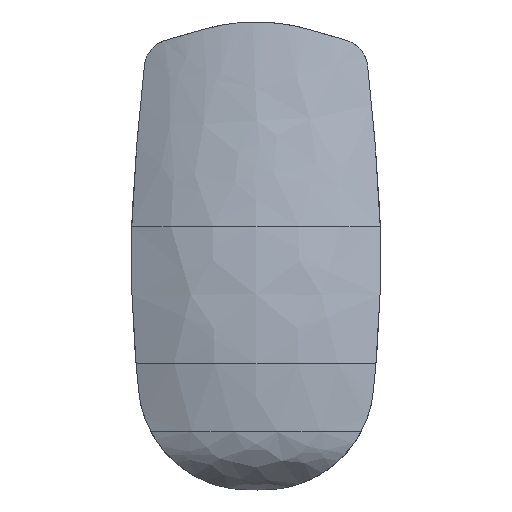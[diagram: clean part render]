
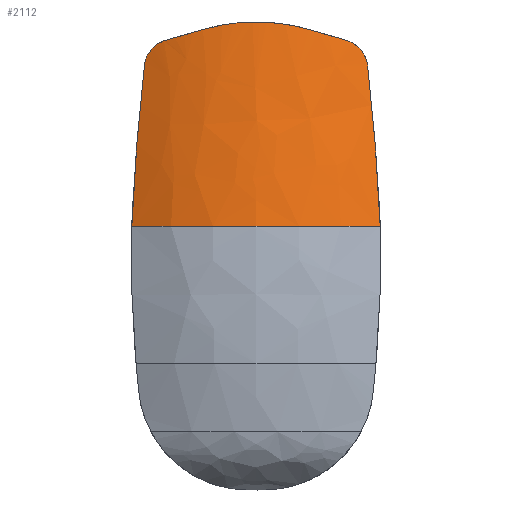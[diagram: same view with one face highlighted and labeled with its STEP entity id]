
A CAD part, top view. The second image highlights one B-rep face of the part: STEP entity #2112.
In plain terms, the highlighted free-form (B-spline) face has degree [1, 2] with [2, 3] control points.
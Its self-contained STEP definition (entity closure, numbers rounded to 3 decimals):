
#371=ELLIPSE('',#2260,664.374,61.43);
#372=ELLIPSE('',#2261,65.959,61.677);
#373=ELLIPSE('',#2262,65.959,61.677);
#374=ELLIPSE('',#2263,664.374,61.43);
#409=FACE_OUTER_BOUND('',#542,.T.);
#542=EDGE_LOOP('',(#1429,#1430,#1431,#1432,#1433,#1434,#1435,#1436,#1437,
#1438,#1439,#1440));
#676=CIRCLE('',#2259,62.5);
#677=CIRCLE('',#2264,62.5);
#761=B_SPLINE_CURVE_WITH_KNOTS('',3,(#3073,#3074,#3075,#3076,#3077,#3078),
 .UNSPECIFIED.,.F.,.F.,(4,2,4),(12.713,13.59,14.744),
 .UNSPECIFIED.);
#762=B_SPLINE_CURVE_WITH_KNOTS('',3,(#3082,#3083,#3084,#3085,#3086,#3087,
#3088,#3089,#3090,#3091),.UNSPECIFIED.,.F.,.F.,(4,2,2,2,4),(3.756,
3.84,4.14,4.42,4.628),
 .UNSPECIFIED.);
#763=B_SPLINE_CURVE_WITH_KNOTS('',3,(#3094,#3095,#3096,#3097,#3098,#3099),
 .UNSPECIFIED.,.F.,.F.,(4,2,4),(23.442,24.12,24.499),
 .UNSPECIFIED.);
#764=B_SPLINE_CURVE_WITH_KNOTS('',3,(#3101,#3102,#3103,#3104,#3105,#3106),
 .UNSPECIFIED.,.F.,.F.,(4,2,4),(21.872,22.251,22.929),
 .UNSPECIFIED.);
#765=B_SPLINE_CURVE_WITH_KNOTS('',3,(#3110,#3111,#3112,#3113,#3114,#3115,
#3116,#3117,#3118,#3119),.UNSPECIFIED.,.F.,.F.,(4,2,2,2,4),(2.434,
2.642,2.922,3.222,3.305),
 .UNSPECIFIED.);
#766=B_SPLINE_CURVE_WITH_KNOTS('',3,(#3123,#3124,#3125,#3126,#3127,#3128),
 .UNSPECIFIED.,.F.,.F.,(4,2,4),(7.532,8.686,9.564),
 .UNSPECIFIED.);
#872=VERTEX_POINT('',#3050);
#873=VERTEX_POINT('',#3051);
#874=VERTEX_POINT('',#3071);
#875=VERTEX_POINT('',#3072);
#876=VERTEX_POINT('',#3079);
#877=VERTEX_POINT('',#3081);
#878=VERTEX_POINT('',#3092);
#879=VERTEX_POINT('',#3100);
#880=VERTEX_POINT('',#3107);
#881=VERTEX_POINT('',#3109);
#882=VERTEX_POINT('',#3120);
#883=VERTEX_POINT('',#3122);
#1087=EDGE_CURVE('',#872,#873,#676,.T.);
#1088=EDGE_CURVE('',#874,#875,#761,.T.);
#1089=EDGE_CURVE('',#876,#874,#371,.T.);
#1090=EDGE_CURVE('',#877,#876,#762,.T.);
#1091=EDGE_CURVE('',#878,#877,#372,.T.);
#1092=EDGE_CURVE('',#873,#878,#763,.T.);
#1093=EDGE_CURVE('',#879,#872,#764,.T.);
#1094=EDGE_CURVE('',#880,#879,#373,.T.);
#1095=EDGE_CURVE('',#881,#880,#765,.T.);
#1096=EDGE_CURVE('',#882,#881,#374,.T.);
#1097=EDGE_CURVE('',#883,#882,#766,.T.);
#1098=EDGE_CURVE('',#883,#875,#677,.T.);
#1429=ORIENTED_EDGE('',*,*,#1088,.F.);
#1430=ORIENTED_EDGE('',*,*,#1089,.F.);
#1431=ORIENTED_EDGE('',*,*,#1090,.F.);
#1432=ORIENTED_EDGE('',*,*,#1091,.F.);
#1433=ORIENTED_EDGE('',*,*,#1092,.F.);
#1434=ORIENTED_EDGE('',*,*,#1087,.F.);
#1435=ORIENTED_EDGE('',*,*,#1093,.F.);
#1436=ORIENTED_EDGE('',*,*,#1094,.F.);
#1437=ORIENTED_EDGE('',*,*,#1095,.F.);
#1438=ORIENTED_EDGE('',*,*,#1096,.F.);
#1439=ORIENTED_EDGE('',*,*,#1097,.F.);
#1440=ORIENTED_EDGE('',*,*,#1098,.T.);
#2107=(
BOUNDED_SURFACE()
B_SPLINE_SURFACE(1,2,((#3065,#3066,#3067),(#3068,#3069,#3070)),
 .UNSPECIFIED.,.F.,.F.,.F.)
B_SPLINE_SURFACE_WITH_KNOTS((2,2),(3,3),(-0.189,0.649),
(-2.092,-1.05),.UNSPECIFIED.)
GEOMETRIC_REPRESENTATION_ITEM()
RATIONAL_B_SPLINE_SURFACE(((1.,0.867,1.),(1.,0.867,
1.)))
REPRESENTATION_ITEM('')
SURFACE()
);
#2112=ADVANCED_FACE('',(#409),#2107,.F.);
#2259=AXIS2_PLACEMENT_3D('',#3064,#2470,#2471);
#2260=AXIS2_PLACEMENT_3D('',#3080,#2472,#2473);
#2261=AXIS2_PLACEMENT_3D('',#3093,#2474,#2475);
#2262=AXIS2_PLACEMENT_3D('',#3108,#2476,#2477);
#2263=AXIS2_PLACEMENT_3D('',#3121,#2478,#2479);
#2264=AXIS2_PLACEMENT_3D('',#3129,#2480,#2481);
#2470=DIRECTION('center_axis',(0.,1.,0.));
#2471=DIRECTION('ref_axis',(1.,0.,0.));
#2472=DIRECTION('center_axis',(0.995,0.096,0.));
#2473=DIRECTION('ref_axis',(0.094,-0.978,0.185));
#2474=DIRECTION('center_axis',(0.279,0.96,0.));
#2475=DIRECTION('ref_axis',(0.854,-0.249,0.456));
#2476=DIRECTION('center_axis',(-0.279,0.96,0.));
#2477=DIRECTION('ref_axis',(0.854,0.249,-0.456));
#2478=DIRECTION('center_axis',(-0.995,0.096,0.));
#2479=DIRECTION('ref_axis',(0.094,0.978,-0.185));
#2480=DIRECTION('center_axis',(0.,1.,0.));
#2481=DIRECTION('ref_axis',(1.,0.,0.));
#3050=CARTESIAN_POINT('',(-2.581,117.961,19.867));
#3051=CARTESIAN_POINT('',(2.581,117.961,19.867));
#3064=CARTESIAN_POINT('Origin',(0.,117.961,-42.58));
#3065=CARTESIAN_POINT('Ctrl Pts',(-31.123,64.984,21.553));
#3066=CARTESIAN_POINT('Ctrl Pts',(0.,68.221,38.818));
#3067=CARTESIAN_POINT('Ctrl Pts',(31.123,64.984,21.553));
#3068=CARTESIAN_POINT('Ctrl Pts',(-31.123,116.467,11.9));
#3069=CARTESIAN_POINT('Ctrl Pts',(0.,119.704,29.165));
#3070=CARTESIAN_POINT('Ctrl Pts',(31.123,116.467,11.9));
#3071=CARTESIAN_POINT('',(29.86,87.457,18.045));
#3072=CARTESIAN_POINT('',(31.123,66.792,21.214));
#3073=CARTESIAN_POINT('Ctrl Pts',(29.86,87.457,18.045));
#3074=CARTESIAN_POINT('Ctrl Pts',(30.15,84.439,18.453));
#3075=CARTESIAN_POINT('Ctrl Pts',(30.392,81.435,18.882));
#3076=CARTESIAN_POINT('Ctrl Pts',(30.845,74.527,19.923));
#3077=CARTESIAN_POINT('Ctrl Pts',(31.022,70.637,20.551));
#3078=CARTESIAN_POINT('Ctrl Pts',(31.123,66.792,21.214));
#3079=CARTESIAN_POINT('',(27.987,106.937,15.371));
#3080=CARTESIAN_POINT('Origin',(0.,398.,-95.087));
#3081=CARTESIAN_POINT('',(22.616,113.421,16.536));
#3082=CARTESIAN_POINT('Ctrl Pts',(22.616,113.421,16.536));
#3083=CARTESIAN_POINT('Ctrl Pts',(22.887,113.342,16.446));
#3084=CARTESIAN_POINT('Ctrl Pts',(23.154,113.248,16.357));
#3085=CARTESIAN_POINT('Ctrl Pts',(24.354,112.746,15.967));
#3086=CARTESIAN_POINT('Ctrl Pts',(25.216,112.15,15.702));
#3087=CARTESIAN_POINT('Ctrl Pts',(26.541,110.786,15.354));
#3088=CARTESIAN_POINT('Ctrl Pts',(27.101,109.951,15.242));
#3089=CARTESIAN_POINT('Ctrl Pts',(27.746,108.36,15.224));
#3090=CARTESIAN_POINT('Ctrl Pts',(27.919,107.639,15.273));
#3091=CARTESIAN_POINT('Ctrl Pts',(27.987,106.937,15.371));
#3092=CARTESIAN_POINT('',(13.268,116.14,18.837));
#3093=CARTESIAN_POINT('Origin',(0.,120.,-42.962));
#3094=CARTESIAN_POINT('Ctrl Pts',(2.581,117.961,19.867));
#3095=CARTESIAN_POINT('Ctrl Pts',(4.866,117.836,19.796));
#3096=CARTESIAN_POINT('Ctrl Pts',(7.175,117.544,19.628));
#3097=CARTESIAN_POINT('Ctrl Pts',(10.74,116.819,19.218));
#3098=CARTESIAN_POINT('Ctrl Pts',(12.011,116.506,19.041));
#3099=CARTESIAN_POINT('Ctrl Pts',(13.268,116.14,18.837));
#3100=CARTESIAN_POINT('',(-13.268,116.14,18.837));
#3101=CARTESIAN_POINT('Ctrl Pts',(-13.268,116.14,18.837));
#3102=CARTESIAN_POINT('Ctrl Pts',(-12.011,116.506,19.041));
#3103=CARTESIAN_POINT('Ctrl Pts',(-10.74,116.819,19.218));
#3104=CARTESIAN_POINT('Ctrl Pts',(-7.175,117.544,19.628));
#3105=CARTESIAN_POINT('Ctrl Pts',(-4.866,117.836,19.796));
#3106=CARTESIAN_POINT('Ctrl Pts',(-2.581,117.961,19.867));
#3107=CARTESIAN_POINT('',(-22.616,113.421,16.536));
#3108=CARTESIAN_POINT('Origin',(0.,120.,-42.962));
#3109=CARTESIAN_POINT('',(-27.987,106.937,15.371));
#3110=CARTESIAN_POINT('Ctrl Pts',(-27.987,106.937,15.371));
#3111=CARTESIAN_POINT('Ctrl Pts',(-27.919,107.639,15.273));
#3112=CARTESIAN_POINT('Ctrl Pts',(-27.746,108.36,15.224));
#3113=CARTESIAN_POINT('Ctrl Pts',(-27.101,109.951,15.242));
#3114=CARTESIAN_POINT('Ctrl Pts',(-26.541,110.786,15.354));
#3115=CARTESIAN_POINT('Ctrl Pts',(-25.216,112.15,15.702));
#3116=CARTESIAN_POINT('Ctrl Pts',(-24.354,112.746,15.967));
#3117=CARTESIAN_POINT('Ctrl Pts',(-23.154,113.248,16.357));
#3118=CARTESIAN_POINT('Ctrl Pts',(-22.887,113.342,16.446));
#3119=CARTESIAN_POINT('Ctrl Pts',(-22.616,113.421,16.536));
#3120=CARTESIAN_POINT('',(-29.86,87.457,18.045));
#3121=CARTESIAN_POINT('Origin',(0.,398.,-95.087));
#3122=CARTESIAN_POINT('',(-31.123,66.792,21.214));
#3123=CARTESIAN_POINT('Ctrl Pts',(-31.123,66.792,21.214));
#3124=CARTESIAN_POINT('Ctrl Pts',(-31.022,70.637,20.551));
#3125=CARTESIAN_POINT('Ctrl Pts',(-30.845,74.527,19.923));
#3126=CARTESIAN_POINT('Ctrl Pts',(-30.392,81.435,18.882));
#3127=CARTESIAN_POINT('Ctrl Pts',(-30.15,84.439,18.453));
#3128=CARTESIAN_POINT('Ctrl Pts',(-29.86,87.457,18.045));
#3129=CARTESIAN_POINT('Origin',(0.,66.792,-32.986));
